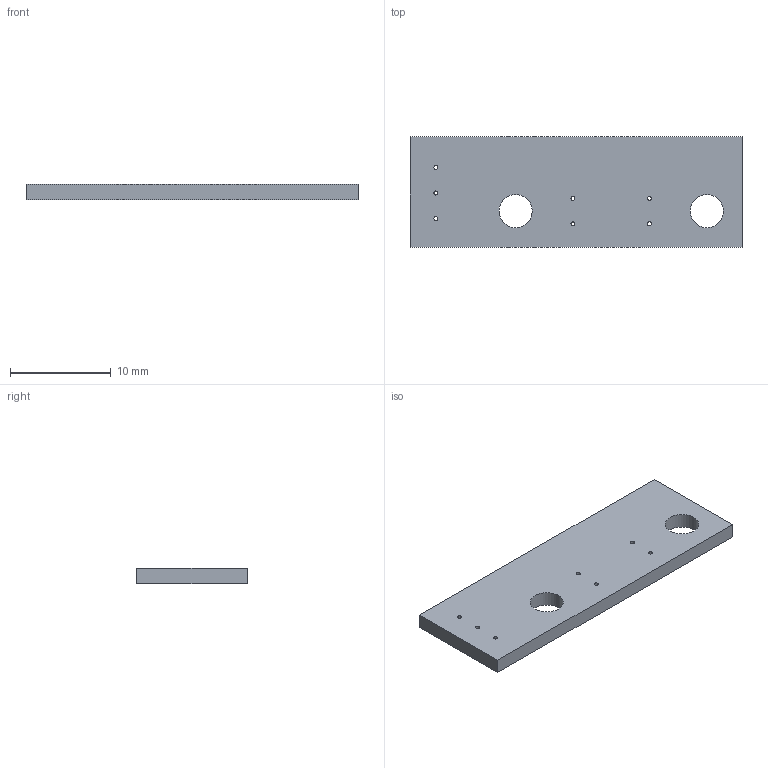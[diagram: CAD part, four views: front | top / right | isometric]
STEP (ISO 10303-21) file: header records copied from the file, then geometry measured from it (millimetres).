
FILE_DESCRIPTION(/* description */ ('Alibre Inc.'),/* implementation_level */ '2;1');
FILE_NAME(/* name */ 'export0',/* time_stamp */ '2015-07-05T22:59:44+12:00',/* author */ (''),/* organization */ (''),/* preprocessor_version */ 'ST-DEVELOPER v14',/* originating_system */ 'Alibre',/* authorisation */ '');
FILE_SCHEMA (('CONFIG_CONTROL_DESIGN'));
Length unit declared in the file: centimetre
Products named in the file (1): EOPTO01
Bounding box: 33 x 11 x 1.5 mm (x, y, z)
Volume: 517.5 mm3; surface area: 866.3 mm2
Topology: 1 solids, 1 shells, 15 faces, 39 edges, 26 vertices
Faces by surface type: cylinder 9, plane 6
Full cylindrical faces by diameter (mm): 0.4 x7, 3.3 x2
Entity records: 541 total; most frequent: DIRECTION 72, CARTESIAN_POINT 71, ORIENTED_EDGE 60, EDGE_LOOP 42, FACE_BOUND 42, AXIS2_PLACEMENT_3D 33, EDGE_CURVE 30, VERTEX_POINT 26
